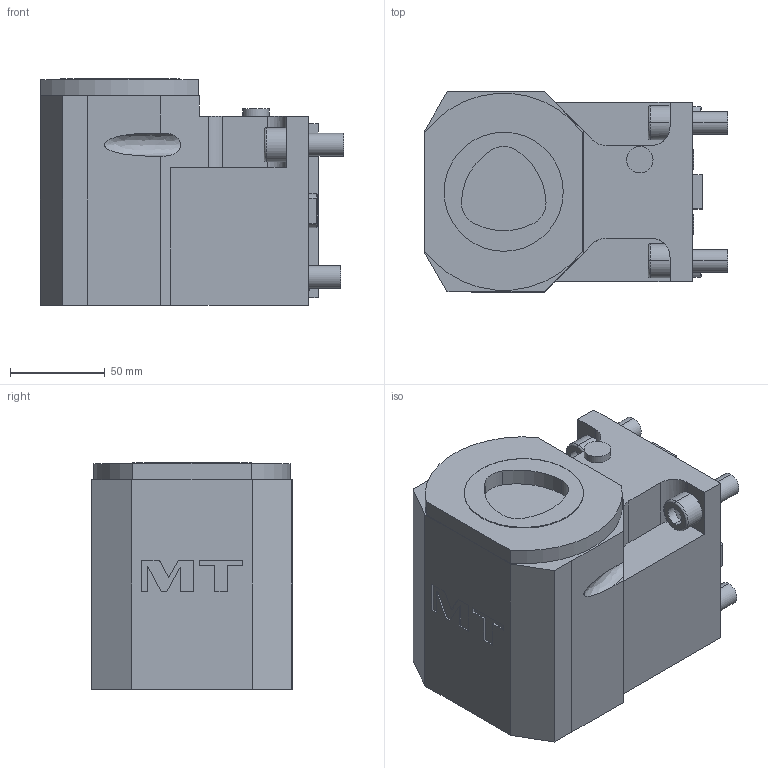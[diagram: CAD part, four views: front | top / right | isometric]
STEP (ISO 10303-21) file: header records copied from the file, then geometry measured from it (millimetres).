
FILE_DESCRIPTION((''),'2;1');
FILE_NAME('DWO3166010_CONF','2023-04-18T09:19:01',('gvalli'),('M.T. srl'),'CREO PARAMETRIC BY PTC INC, 2021072','CREO PARAMETRIC BY PTC INC, 2021072','');
FILE_SCHEMA(('CONFIG_CONTROL_DESIGN'));
Length unit declared in the file: millimetre
Products named in the file (1): DWO3166010_CONF
Bounding box: 160.5 x 106 x 120 mm (x, y, z)
Volume: 1499436.8 mm3; surface area: 90803.3 mm2
Topology: 1 solids, 1 shells, 134 faces, 335 edges, 216 vertices
Faces by surface type: plane 78, cylinder 36, torus 8, cone 8, bspline 2, extrusion 2
Entity records: 4422 total; most frequent: CARTESIAN_POINT 1146, DIRECTION 673, ORIENTED_EDGE 662, EDGE_CURVE 331, AXIS2_PLACEMENT_3D 228, VECTOR 217, VERTEX_POINT 216, LINE 215
